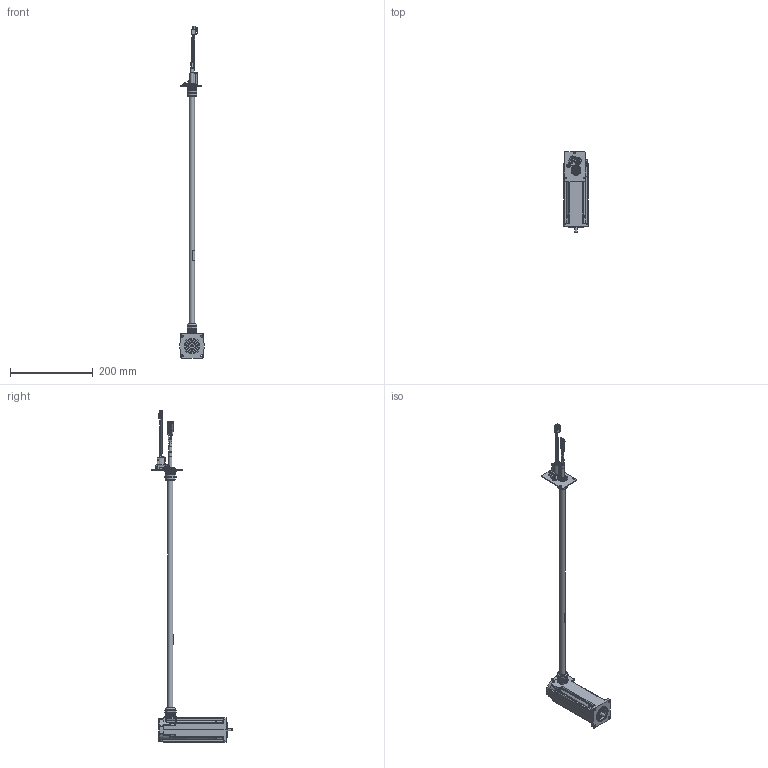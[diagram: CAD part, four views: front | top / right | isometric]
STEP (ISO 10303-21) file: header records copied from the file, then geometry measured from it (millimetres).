
FILE_DESCRIPTION(/* description */ (''),/* implementation_level */ '2;1');
FILE_NAME(/* name */ 'MOTOR 400 lbs GEN III.stp',/* time_stamp */ '2019-05-07T13:12:28-04:00',/* author */ ('sboulais'),/* organization */ (''),/* preprocessor_version */ 'ST-DEVELOPER v16.13',/* originating_system */ 'Autodesk Inventor 2018',/* authorisation */ '');
FILE_SCHEMA (('AUTOMOTIVE_DESIGN { 1 0 10303 214 3 1 1 }'));
Products named in the file (1): MOTOR 400 lbs GEN III
Bounding box: 58 x 193.4 x 800.97 mm (x, y, z)
Volume: 567442.4 mm3; surface area: 107390.9 mm2
Topology: 39 solids, 40 shells, 3060 faces, 8073 edges, 5039 vertices
Faces by surface type: plane 1538, cylinder 704, bspline 509, cone 180, torus 119, sphere 10
Full cylindrical faces by diameter (mm): 1.016 x49, 1.524 x38, 1.587 x2, 2 x56, 2.779 x1, 3.175 x1, 3.429 x1, 3.48 x2, 3.505 x5, 3.8 x12, 3.81 x1, 3.962 x3, 4.42 x1, 4.448 x2, 5.1 x4, 6.087 x1, 6.35 x1, 6.595 x1, 6.985 x1, 7.112 x1, 7.62 x2, 7.87 x1, 7.874 x1, 8.636 x1, 12.7 x1, 14.3 x2, 14.7 x2, 14.96 x1, 15.88 x1, 18.5 x12
Entity records: 132534 total; most frequent: CARTESIAN_POINT 60747, ORIENTED_EDGE 14842, DIRECTION 12772, EDGE_CURVE 7416, VERTEX_POINT 4781, LINE 4710, VECTOR 4710, AXIS2_PLACEMENT_3D 4031
